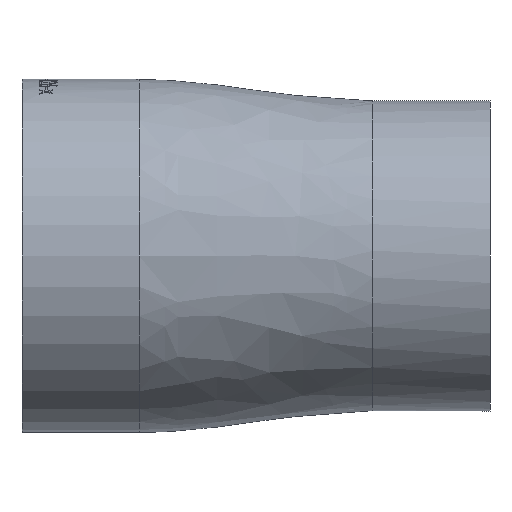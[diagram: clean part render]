
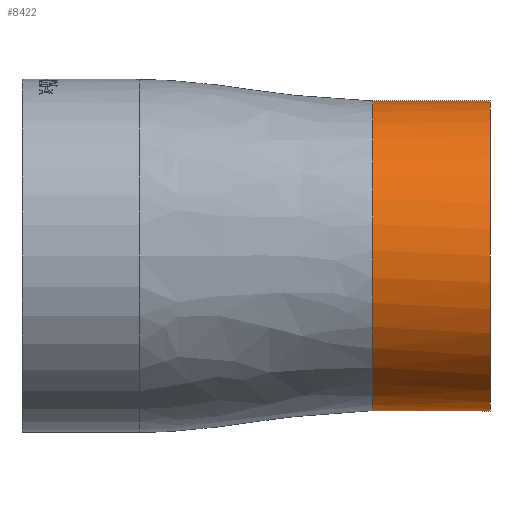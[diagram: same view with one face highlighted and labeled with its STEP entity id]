
A CAD part, front view. The second image highlights one B-rep face of the part: STEP entity #8422.
In plain terms, the highlighted cylindrical face has radius 21.2 mm (diameter 42.4 mm), a full revolution.
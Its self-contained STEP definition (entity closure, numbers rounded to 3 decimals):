
#516 = CARTESIAN_POINT ( 'NONE',  ( 64., -2.95, 0. ) ) ;
#788 = CARTESIAN_POINT ( 'NONE',  ( 48., 18.25, 0. ) ) ;
#841 = CARTESIAN_POINT ( 'NONE',  ( 48., 6.41, -21.2 ) ) ;
#1310 = DIRECTION ( 'NONE',  ( 0., 0., 1. ) ) ;
#1731 = VERTEX_POINT ( 'NONE', #788 ) ;
#2326 = FACE_OUTER_BOUND ( 'NONE', #8778, .T. ) ;
#2861 = AXIS2_PLACEMENT_3D ( 'NONE', #11818, #6457, #1310 ) ;
#3102 = ORIENTED_EDGE ( 'NONE', *, *, #5074, .F. ) ;
#4013 = CARTESIAN_POINT ( 'NONE',  ( 48., 18.25, 0.585 ) ) ;
#4072 = EDGE_LOOP ( 'NONE', ( #8572 ) ) ;
#4637 = CIRCLE ( 'NONE', #5743, 21.2 ) ;
#4959 = CARTESIAN_POINT ( 'NONE',  ( 48., 14.859, 14.74 ) ) ;
#5074 = EDGE_CURVE ( 'NONE', #1731, #1731, #10966, .T. ) ;
#5258 = EDGE_CURVE ( 'NONE', #7830, #7830, #4637, .T. ) ;
#5743 = AXIS2_PLACEMENT_3D ( 'NONE', #516, #8845, #12053 ) ;
#6135 = CARTESIAN_POINT ( 'NONE',  ( 48., 6.41, 21.2 ) ) ;
#6457 = DIRECTION ( 'NONE',  ( -1., 0., 0. ) ) ;
#7135 = CARTESIAN_POINT ( 'NONE',  ( 48., 17.994, -3.444 ) ) ;
#7830 = VERTEX_POINT ( 'NONE', #8839 ) ;
#8094 = CARTESIAN_POINT ( 'NONE',  ( 48., -24.15, -11.701 ) ) ;
#8422 = ADVANCED_FACE ( 'NONE', ( #8817, #2326 ), #12768, .T. ) ;
#8572 = ORIENTED_EDGE ( 'NONE', *, *, #5258, .T. ) ;
#8778 = EDGE_LOOP ( 'NONE', ( #3102 ) ) ;
#8817 = FACE_OUTER_BOUND ( 'NONE', #4072, .T. ) ;
#8839 = CARTESIAN_POINT ( 'NONE',  ( 64., -2.95, 21.2 ) ) ;
#8845 = DIRECTION ( 'NONE',  ( -1., 0., 0. ) ) ;
#8970 = CARTESIAN_POINT ( 'NONE',  ( 48., 17.654, 5.1 ) ) ;
#9100 = CARTESIAN_POINT ( 'NONE',  ( 48., 18.203, 1.744 ) ) ;
#9176 = CARTESIAN_POINT ( 'NONE',  ( 48., -14.651, -21.2 ) ) ;
#10051 = CARTESIAN_POINT ( 'NONE',  ( 48., 17.994, 3.444 ) ) ;
#10118 = CARTESIAN_POINT ( 'NONE',  ( 48., 18.203, -1.744 ) ) ;
#10257 = CARTESIAN_POINT ( 'NONE',  ( 48., 17.654, -5.1 ) ) ;
#10966 = B_SPLINE_CURVE_WITH_KNOTS ( 'NONE', 3,
 ( #12233, #11005, #10118, #7135, #10257, #11274, #841, #9176, #8094, #11207, #12164, #6135, #4959, #8970, #10051, #9100, #4013, #12035 ),
 .UNSPECIFIED., .T., .F.,
 ( 4, 1, 1, 1, 1, 2, 2, 2, 1, 1, 1, 1, 4 ),
 ( 0., 0.012, 0.025, 0.038, 0.05, 0.25, 0.5, 0.75, 0.95, 0.963, 0.975, 0.988, 1. ),
 .UNSPECIFIED. ) ;
#11005 = CARTESIAN_POINT ( 'NONE',  ( 48., 18.25, -0.585 ) ) ;
#11207 = CARTESIAN_POINT ( 'NONE',  ( 48., -24.15, 11.701 ) ) ;
#11274 = CARTESIAN_POINT ( 'NONE',  ( 48., 14.859, -14.74 ) ) ;
#11818 = CARTESIAN_POINT ( 'NONE',  ( 38.827, -2.95, 0. ) ) ;
#12035 = CARTESIAN_POINT ( 'NONE',  ( 48., 18.25, 0. ) ) ;
#12053 = DIRECTION ( 'NONE',  ( 0., 0., 1. ) ) ;
#12164 = CARTESIAN_POINT ( 'NONE',  ( 48., -14.651, 21.2 ) ) ;
#12233 = CARTESIAN_POINT ( 'NONE',  ( 48., 18.25, 0. ) ) ;
#12768 = CYLINDRICAL_SURFACE ( 'NONE', #2861, 21.2 ) ;
